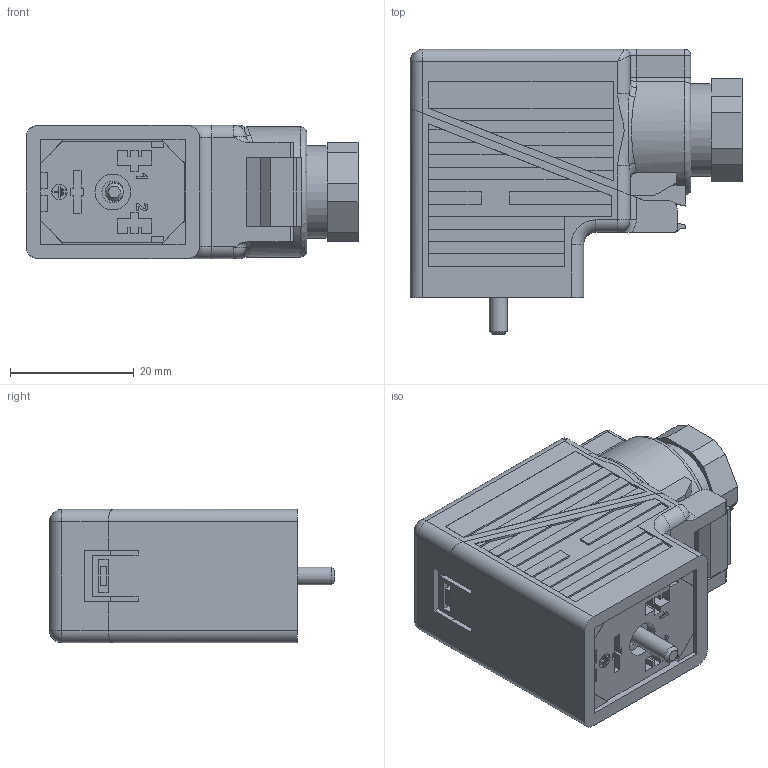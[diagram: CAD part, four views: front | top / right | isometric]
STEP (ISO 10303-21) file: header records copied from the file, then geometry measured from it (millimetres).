
FILE_DESCRIPTION (( 'STEP AP214' ), '1' );
FILE_NAME ('SC10-LS-24-0.STEP', '2012-03-22T14:50:43', ( ' ' ), ( ' ' ), 'SwSTEP 2.0', 'SolidWorks 2011', '' );
FILE_SCHEMA (( 'AUTOMOTIVE_DESIGN' ));
Length unit declared in the file: millimetre
Products named in the file (1): SC10-LS-24-0
Bounding box: 53.55 x 46 x 21.5 mm (x, y, z)
Volume: 23490.4 mm3; surface area: 18891.3 mm2
Topology: 8 solids, 8 shells, 512 faces, 1357 edges, 879 vertices
Faces by surface type: plane 394, cylinder 71, bspline 21, torus 15, sphere 8, cone 3
Full cylindrical faces by diameter (mm): 2.5 x1, 2.65 x1, 2.9 x1, 3 x2, 3.5 x1, 3.75 x1, 5.5 x1, 5.75 x1, 5.9 x1, 7 x1, 9.4 x1, 10 x1, 10.1 x1, 11 x1, 11.7 x1, 13.4 x1, 13.5 x1, 14 x1, 15 x1
Entity records: 16733 total; most frequent: CARTESIAN_POINT 3929, ORIENTED_EDGE 2642, DIRECTION 2409, EDGE_CURVE 1321, LINE 1085, VECTOR 1085, VERTEX_POINT 872, AXIS2_PLACEMENT_3D 662
